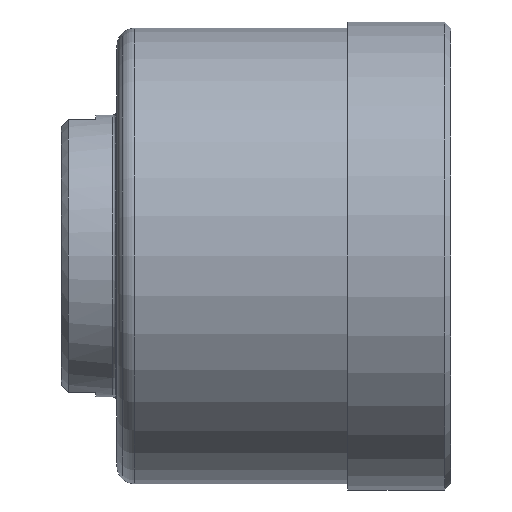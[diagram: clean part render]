
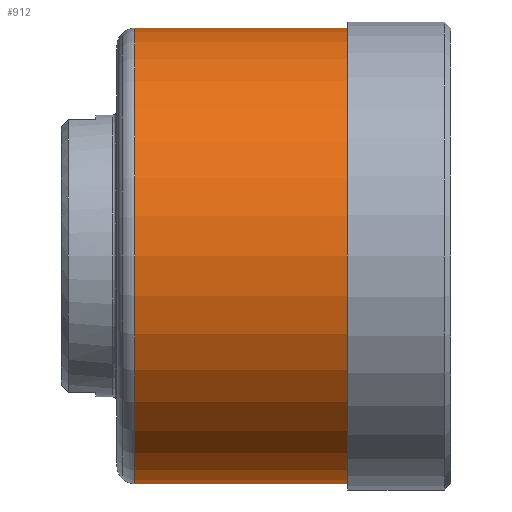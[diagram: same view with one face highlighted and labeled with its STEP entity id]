
A CAD part, front view. The second image highlights one B-rep face of the part: STEP entity #912.
In plain terms, the highlighted cylindrical face has radius 9.945 mm (diameter 19.89 mm), a partial arc.
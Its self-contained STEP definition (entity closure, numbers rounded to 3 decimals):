
#221=CARTESIAN_POINT('',(3.2,0.,0.));
#222=DIRECTION('',(-1.,0.,0.));
#223=DIRECTION('',(0.,0.,-1.));
#224=AXIS2_PLACEMENT_3D('',#221,#222,#223);
#251=CARTESIAN_POINT('',(12.5,0.,0.));
#252=DIRECTION('',(1.,0.,0.));
#253=DIRECTION('',(0.,0.,1.));
#254=AXIS2_PLACEMENT_3D('',#251,#252,#253);
#375=DIRECTION('',(1.,0.,0.));
#376=VECTOR('',#375,9.3);
#377=CARTESIAN_POINT('',(3.2,0.,9.945));
#378=LINE('',#377,#376);
#379=DIRECTION('',(1.,0.,0.));
#380=VECTOR('',#379,9.3);
#381=CARTESIAN_POINT('',(3.2,0.,-9.945));
#382=LINE('',#381,#380);
#546=CARTESIAN_POINT('',(3.2,0.,9.945));
#547=VERTEX_POINT('',#546);
#548=CARTESIAN_POINT('',(3.2,0.,-9.945));
#549=VERTEX_POINT('',#548);
#550=CARTESIAN_POINT('',(12.5,0.,-9.945));
#551=VERTEX_POINT('',#550);
#552=CARTESIAN_POINT('',(12.5,0.,9.945));
#553=VERTEX_POINT('',#552);
#898=CARTESIAN_POINT('',(7.85,0.,0.));
#899=DIRECTION('',(1.,0.,0.));
#900=DIRECTION('',(0.,0.,1.));
#901=AXIS2_PLACEMENT_3D('',#898,#899,#900);
#902=CYLINDRICAL_SURFACE('',#901,9.945);
#904=ORIENTED_EDGE('',*,*,#903,.T.);
#906=ORIENTED_EDGE('',*,*,#905,.F.);
#907=ORIENTED_EDGE('',*,*,#888,.T.);
#909=ORIENTED_EDGE('',*,*,#908,.T.);
#910=EDGE_LOOP('',(#904,#906,#907,#909));
#911=FACE_OUTER_BOUND('',#910,.F.);
#912=ADVANCED_FACE('',(#911),#902,.T.);
#225=CIRCLE('',#224,9.945);
#255=CIRCLE('',#254,9.945);
#888=EDGE_CURVE('',#549,#547,#225,.T.);
#903=EDGE_CURVE('',#553,#551,#255,.T.);
#905=EDGE_CURVE('',#549,#551,#382,.T.);
#908=EDGE_CURVE('',#547,#553,#378,.T.);
